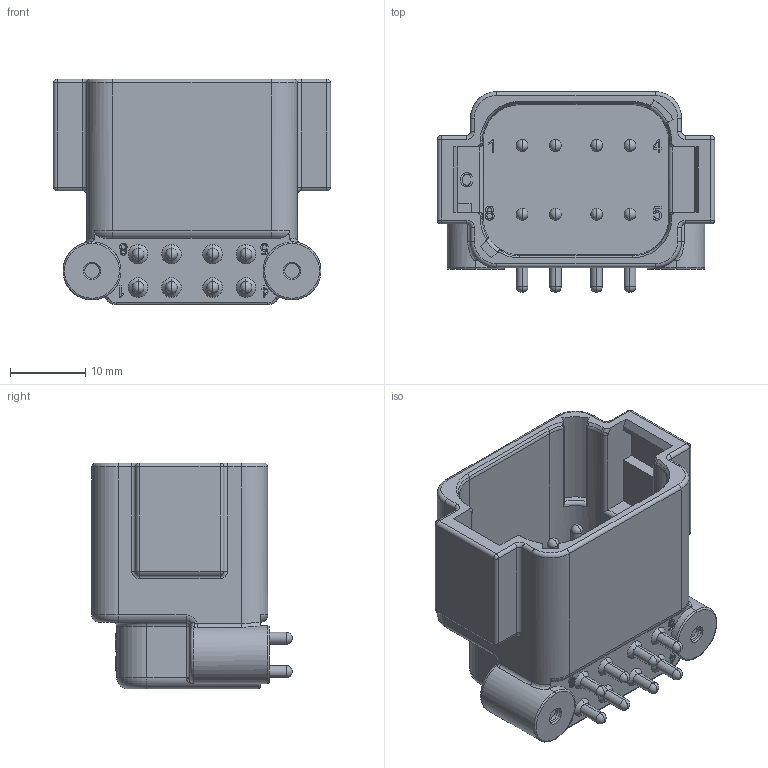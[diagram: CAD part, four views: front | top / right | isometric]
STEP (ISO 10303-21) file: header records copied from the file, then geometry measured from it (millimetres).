
FILE_DESCRIPTION((''),'2;1');
FILE_NAME('PL000697-08C-SC01-1','2019-03-22T',('Brook.Ding'),(''),'PRO/ENGINEER BY PARAMETRIC TECHNOLOGY CORPORATION, 2016360','PRO/ENGINEER BY PARAMETRIC TECHNOLOGY CORPORATION, 2016360','');
FILE_SCHEMA(('CONFIG_CONTROL_DESIGN'));
Length unit declared in the file: millimetre
Products named in the file (1): PL000697-08C-SC01-1
Bounding box: 36.75 x 26.55 x 29.9 mm (x, y, z)
Volume: 9606.8 mm3; surface area: 6918.1 mm2
Topology: 1 solids, 1 shells, 832 faces, 2187 edges, 1374 vertices
Faces by surface type: extrusion 311, plane 259, cylinder 123, torus 46, sphere 42, cone 27, bspline 22, revolution 2
Entity records: 27881 total; most frequent: CARTESIAN_POINT 8760, ORIENTED_EDGE 4290, DIRECTION 3119, EDGE_CURVE 2145, VECTOR 1393, VERTEX_POINT 1374, LINE 1082, B_SPLINE_CURVE_WITH_KNOTS 1011
